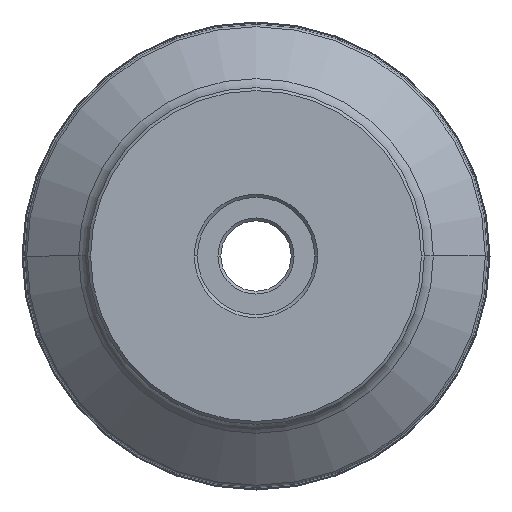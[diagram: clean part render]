
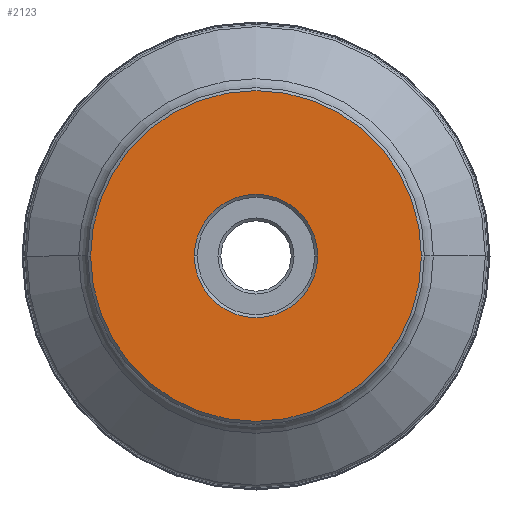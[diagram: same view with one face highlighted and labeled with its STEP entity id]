
A CAD part, left-side view. The second image highlights one B-rep face of the part: STEP entity #2123.
In plain terms, the highlighted planar face has unit normal (-1, 0, 0).
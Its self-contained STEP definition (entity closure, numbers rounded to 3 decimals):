
#1690=CARTESIAN_POINT('Vertex',(0.,21.075,0.)) ;
#1693=CARTESIAN_POINT('Axis2P3D Location',(0.,0.,0.)) ;
#1697=CARTESIAN_POINT('Vertex',(0.,-21.075,0.)) ;
#1712=CARTESIAN_POINT('Axis2P3D Location',(0.,0.,0.)) ;
#1733=CARTESIAN_POINT('Vertex',(0.,56.5,0.)) ;
#1749=CARTESIAN_POINT('Vertex',(0.,-56.5,0.)) ;
#1752=CARTESIAN_POINT('Axis2P3D Location',(0.,0.,0.)) ;
#1769=CARTESIAN_POINT('Axis2P3D Location',(0.,0.,0.)) ;
#2110=CARTESIAN_POINT('Axis2P3D Location',(0.,-56.5,0.)) ;
#1694=DIRECTION('Axis2P3D Direction',(-1.,0.,0.)) ;
#1713=DIRECTION('Axis2P3D Direction',(-1.,0.,0.)) ;
#1753=DIRECTION('Axis2P3D Direction',(1.,0.,0.)) ;
#1770=DIRECTION('Axis2P3D Direction',(1.,0.,0.)) ;
#2111=DIRECTION('Axis2P3D Direction',(1.,0.,0.)) ;
#2112=DIRECTION('Axis2P3D XDirection',(0.,1.,0.)) ;
#1695=AXIS2_PLACEMENT_3D('Circle Axis2P3D',#1693,#1694,$) ;
#1714=AXIS2_PLACEMENT_3D('Circle Axis2P3D',#1712,#1713,$) ;
#1754=AXIS2_PLACEMENT_3D('Circle Axis2P3D',#1752,#1753,$) ;
#1771=AXIS2_PLACEMENT_3D('Circle Axis2P3D',#1769,#1770,$) ;
#2113=AXIS2_PLACEMENT_3D('Plane Axis2P3D',#2110,#2111,#2112) ;
#2116=ORIENTED_EDGE('',*,*,#1756,.F.) ;
#2117=ORIENTED_EDGE('',*,*,#1773,.F.) ;
#2120=ORIENTED_EDGE('',*,*,#1716,.T.) ;
#2121=ORIENTED_EDGE('',*,*,#1699,.T.) ;
#2122=FACE_BOUND('',#2119,.T.) ;
#2123=ADVANCED_FACE('Hauptk\X2\00F6\X0\rper',(#2118,#2122),#2114,.F.) ;
#1696=CIRCLE('generated circle',#1695,21.075) ;
#1715=CIRCLE('generated circle',#1714,21.075) ;
#1755=CIRCLE('generated circle',#1754,56.5) ;
#1772=CIRCLE('generated circle',#1771,56.5) ;
#1699=EDGE_CURVE('',#1698,#1691,#1696,.F.) ;
#1716=EDGE_CURVE('',#1691,#1698,#1715,.F.) ;
#1756=EDGE_CURVE('',#1750,#1734,#1755,.T.) ;
#1773=EDGE_CURVE('',#1734,#1750,#1772,.T.) ;
#2115=EDGE_LOOP('',(#2116,#2117)) ;
#2119=EDGE_LOOP('',(#2120,#2121)) ;
#2118=FACE_OUTER_BOUND('',#2115,.T.) ;
#2114=PLANE('',#2113) ;
#1691=VERTEX_POINT('',#1690) ;
#1698=VERTEX_POINT('',#1697) ;
#1734=VERTEX_POINT('',#1733) ;
#1750=VERTEX_POINT('',#1749) ;
